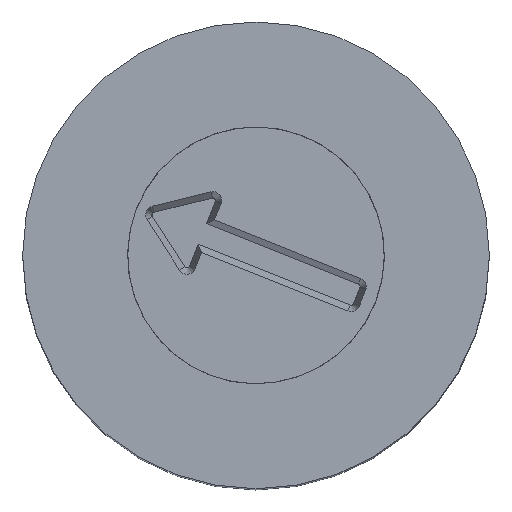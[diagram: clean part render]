
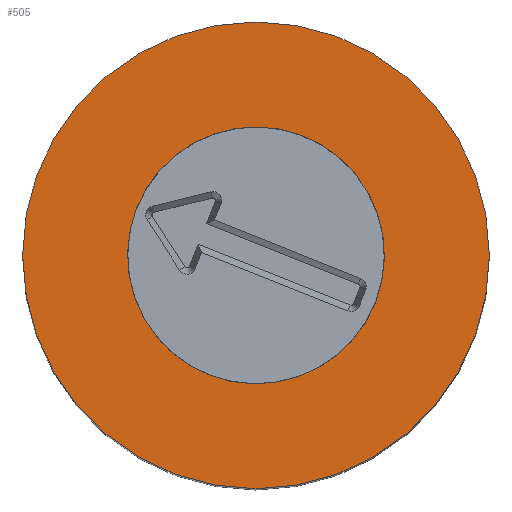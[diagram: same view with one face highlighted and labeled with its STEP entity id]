
A CAD part, top view. The second image highlights one B-rep face of the part: STEP entity #505.
In plain terms, the highlighted planar face has unit normal (0, 0, 1).
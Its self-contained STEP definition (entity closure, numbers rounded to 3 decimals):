
#29=FACE_BOUND('',#93,.T.);
#33=PLANE('',#607);
#60=FACE_OUTER_BOUND('',#92,.T.);
#92=EDGE_LOOP('',(#385));
#93=EDGE_LOOP('',(#386));
#200=CIRCLE('',#596,2.2);
#206=CIRCLE('',#606,4.);
#233=VERTEX_POINT('',#851);
#239=VERTEX_POINT('',#871);
#282=EDGE_CURVE('',#233,#233,#200,.T.);
#292=EDGE_CURVE('',#239,#239,#206,.T.);
#385=ORIENTED_EDGE('',*,*,#292,.F.);
#386=ORIENTED_EDGE('',*,*,#282,.T.);
#505=ADVANCED_FACE('',(#60,#29),#33,.F.);
#596=AXIS2_PLACEMENT_3D('',#852,#682,#683);
#606=AXIS2_PLACEMENT_3D('',#872,#706,#707);
#607=AXIS2_PLACEMENT_3D('',#874,#709,#710);
#682=DIRECTION('center_axis',(0.,0.,-1.));
#683=DIRECTION('ref_axis',(1.,0.,0.));
#706=DIRECTION('center_axis',(0.,0.,-1.));
#707=DIRECTION('ref_axis',(-1.,0.,0.));
#709=DIRECTION('center_axis',(0.,0.,-1.));
#710=DIRECTION('ref_axis',(-1.,0.,0.));
#851=CARTESIAN_POINT('',(-2.2,0.,14.));
#852=CARTESIAN_POINT('Origin',(0.,0.,14.));
#871=CARTESIAN_POINT('',(4.,0.,14.));
#872=CARTESIAN_POINT('Origin',(0.,0.,14.));
#874=CARTESIAN_POINT('Origin',(0.,0.,14.));
